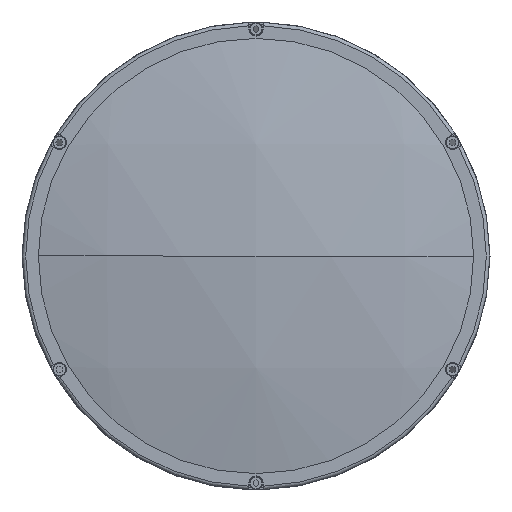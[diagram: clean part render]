
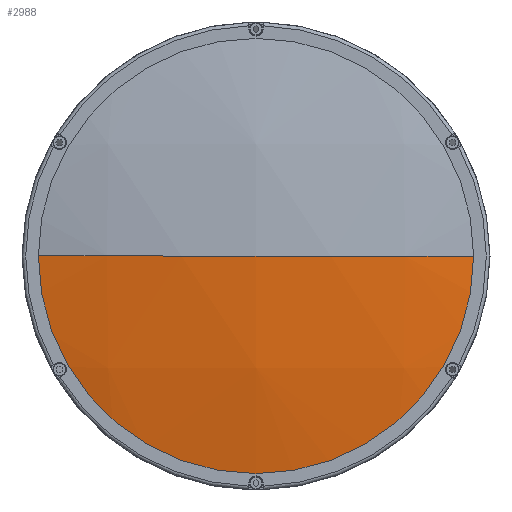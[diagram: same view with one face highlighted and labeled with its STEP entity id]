
A CAD part, left-side view. The second image highlights one B-rep face of the part: STEP entity #2988.
In plain terms, the highlighted spherical face has radius 434.72 mm.
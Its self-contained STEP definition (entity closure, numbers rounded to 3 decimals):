
#24 = CARTESIAN_POINT ( 'NONE',  ( -411.593, 0., 0. ) ) ;
#108 = CARTESIAN_POINT ( 'NONE',  ( 12.62, 0., 0. ) ) ;
#151 = ORIENTED_EDGE ( 'NONE', *, *, #3284, .T. ) ;
#201 = VERTEX_POINT ( 'NONE', #926 ) ;
#258 = ORIENTED_EDGE ( 'NONE', *, *, #7211, .T. ) ;
#658 = CIRCLE ( 'NONE', #5143, 95. ) ;
#926 = CARTESIAN_POINT ( 'NONE',  ( -422.1, 0., 0. ) ) ;
#1175 = DIRECTION ( 'NONE',  ( 0., 0., 1. ) ) ;
#1527 = AXIS2_PLACEMENT_3D ( 'NONE', #108, #1175, #5151 ) ;
#1621 = DIRECTION ( 'NONE',  ( -1., 0., 0. ) ) ;
#2195 = AXIS2_PLACEMENT_3D ( 'NONE', #3215, #4418, #4307 ) ;
#2291 = DIRECTION ( 'NONE',  ( 0., 0., 1. ) ) ;
#2973 = CARTESIAN_POINT ( 'NONE',  ( -411.593, -95., 0. ) ) ;
#2988 = ADVANCED_FACE ( 'NONE', ( #6602 ), #5451, .T. ) ;
#3215 = CARTESIAN_POINT ( 'NONE',  ( 12.62, 0., 0. ) ) ;
#3230 = DIRECTION ( 'NONE',  ( 0., 0., -1. ) ) ;
#3284 = EDGE_CURVE ( 'NONE', #3848, #201, #6573, .T. ) ;
#3758 = EDGE_LOOP ( 'NONE', ( #258, #151, #4998 ) ) ;
#3848 = VERTEX_POINT ( 'NONE', #2973 ) ;
#4200 = VERTEX_POINT ( 'NONE', #5674 ) ;
#4307 = DIRECTION ( 'NONE',  ( 0., 1., 0. ) ) ;
#4418 = DIRECTION ( 'NONE',  ( 0., 0., -1. ) ) ;
#4451 = AXIS2_PLACEMENT_3D ( 'NONE', #5436, #3230, #6028 ) ;
#4604 = EDGE_CURVE ( 'NONE', #4200, #201, #4686, .T. ) ;
#4686 = CIRCLE ( 'NONE', #1527, 434.72 ) ;
#4998 = ORIENTED_EDGE ( 'NONE', *, *, #4604, .F. ) ;
#5143 = AXIS2_PLACEMENT_3D ( 'NONE', #24, #1621, #2291 ) ;
#5151 = DIRECTION ( 'NONE',  ( 0., -1., 0. ) ) ;
#5436 = CARTESIAN_POINT ( 'NONE',  ( 12.62, 0., 0. ) ) ;
#5451 = SPHERICAL_SURFACE ( 'NONE', #2195, 434.72 ) ;
#5674 = CARTESIAN_POINT ( 'NONE',  ( -411.593, 95., 0. ) ) ;
#6028 = DIRECTION ( 'NONE',  ( 0., 1., 0. ) ) ;
#6573 = CIRCLE ( 'NONE', #4451, 434.72 ) ;
#6602 = FACE_OUTER_BOUND ( 'NONE', #3758, .T. ) ;
#7211 = EDGE_CURVE ( 'NONE', #4200, #3848, #658, .T. ) ;
